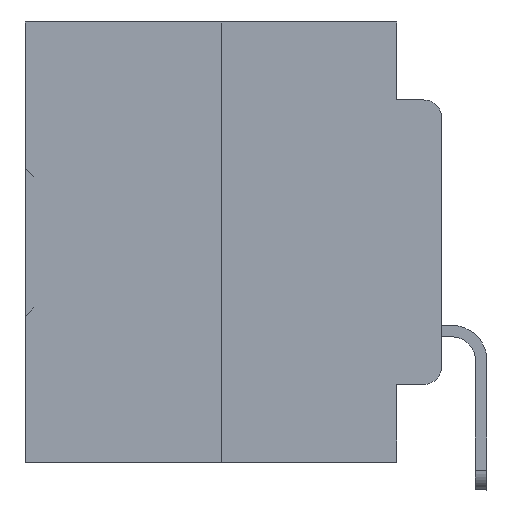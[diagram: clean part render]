
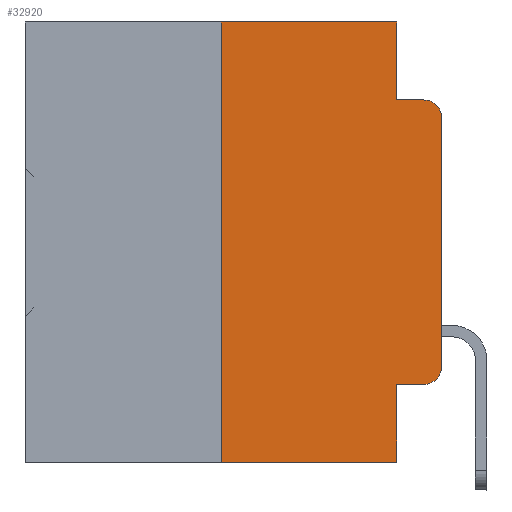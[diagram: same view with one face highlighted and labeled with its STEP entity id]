
A CAD part, left-side view. The second image highlights one B-rep face of the part: STEP entity #32920.
In plain terms, the highlighted planar face has unit normal (-1, 0, 0).
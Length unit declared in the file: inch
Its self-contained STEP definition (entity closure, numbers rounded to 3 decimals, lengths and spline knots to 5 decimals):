
#358 = EDGE_CURVE ( 'NONE', #27553, #5879, #24437, .T. ) ;
#367 = EDGE_CURVE ( 'NONE', #35463, #28738, #6158, .T. ) ;
#409 = DIRECTION ( 'NONE',  ( 0., -1., 0. ) ) ;
#1470 = EDGE_CURVE ( 'NONE', #9740, #22128, #11410, .T. ) ;
#1961 = CARTESIAN_POINT ( 'NONE',  ( 0., 0.02, -0.1085 ) ) ;
#3057 = CARTESIAN_POINT ( 'NONE',  ( 0., 0.051, -0.0885 ) ) ;
#5007 = CARTESIAN_POINT ( 'NONE',  ( 0., 0., 0. ) ) ;
#5359 = VECTOR ( 'NONE', #32073, 39.37008 ) ;
#5665 = CARTESIAN_POINT ( 'NONE',  ( 0., 0.051, 0. ) ) ;
#5879 = VERTEX_POINT ( 'NONE', #16227 ) ;
#5970 = EDGE_CURVE ( 'NONE', #20179, #9740, #29645, .T. ) ;
#6046 = CARTESIAN_POINT ( 'NONE',  ( 0., 0.051, -0.4115 ) ) ;
#6158 = LINE ( 'NONE', #5007, #28038 ) ;
#6322 = CARTESIAN_POINT ( 'NONE',  ( 0., 0., -0.1085 ) ) ;
#6557 = ORIENTED_EDGE ( 'NONE', *, *, #30453, .T. ) ;
#7365 = VECTOR ( 'NONE', #25980, 39.37008 ) ;
#7731 = DIRECTION ( 'NONE',  ( 0., 0., 1. ) ) ;
#8649 = DIRECTION ( 'NONE',  ( 0., 0., -1. ) ) ;
#9349 = VERTEX_POINT ( 'NONE', #15909 ) ;
#9437 = AXIS2_PLACEMENT_3D ( 'NONE', #29586, #24004, #21294 ) ;
#9740 = VERTEX_POINT ( 'NONE', #20835 ) ;
#9936 = PLANE ( 'NONE',  #9437 ) ;
#10052 = CARTESIAN_POINT ( 'NONE',  ( 0., 0.473, -0.5 ) ) ;
#10869 = ORIENTED_EDGE ( 'NONE', *, *, #5970, .F. ) ;
#11259 = DIRECTION ( 'NONE',  ( -1., 0., 0. ) ) ;
#11380 = CARTESIAN_POINT ( 'NONE',  ( 0., 0., -0.3915 ) ) ;
#11410 = LINE ( 'NONE', #3057, #24808 ) ;
#12203 = LINE ( 'NONE', #6046, #7365 ) ;
#12964 = ORIENTED_EDGE ( 'NONE', *, *, #22007, .T. ) ;
#13686 = CARTESIAN_POINT ( 'NONE',  ( 0., 0.051, 0. ) ) ;
#13930 = EDGE_CURVE ( 'NONE', #9349, #35463, #34647, .T. ) ;
#14277 = VERTEX_POINT ( 'NONE', #15929 ) ;
#15048 = CARTESIAN_POINT ( 'NONE',  ( 0., 0.051, -0.4115 ) ) ;
#15517 = LINE ( 'NONE', #20794, #5359 ) ;
#15909 = CARTESIAN_POINT ( 'NONE',  ( 0., 0.02, -0.4115 ) ) ;
#15929 = CARTESIAN_POINT ( 'NONE',  ( 0., 0.25, 0. ) ) ;
#16227 = CARTESIAN_POINT ( 'NONE',  ( 0., 0.051, -0.5 ) ) ;
#16302 = LINE ( 'NONE', #10052, #18988 ) ;
#17412 = EDGE_CURVE ( 'NONE', #19842, #5879, #16302, .T. ) ;
#17453 = ORIENTED_EDGE ( 'NONE', *, *, #13930, .T. ) ;
#18887 = DIRECTION ( 'NONE',  ( 0., 0., -1. ) ) ;
#18988 = VECTOR ( 'NONE', #29710, 39.37008 ) ;
#19456 = VECTOR ( 'NONE', #8649, 39.37008 ) ;
#19809 = DIRECTION ( 'NONE',  ( -1., 0., 0. ) ) ;
#19842 = VERTEX_POINT ( 'NONE', #31669 ) ;
#19863 = VECTOR ( 'NONE', #32189, 39.37008 ) ;
#19872 = FACE_OUTER_BOUND ( 'NONE', #32502, .T. ) ;
#20179 = VERTEX_POINT ( 'NONE', #13686 ) ;
#20794 = CARTESIAN_POINT ( 'NONE',  ( 0., 0.473, 0. ) ) ;
#20835 = CARTESIAN_POINT ( 'NONE',  ( 0., 0.051, -0.0885 ) ) ;
#21294 = DIRECTION ( 'NONE',  ( 0., 0., -1. ) ) ;
#21452 = CIRCLE ( 'NONE', #28103, 0.02 ) ;
#22007 = EDGE_CURVE ( 'NONE', #28738, #22128, #21452, .T. ) ;
#22128 = VERTEX_POINT ( 'NONE', #28349 ) ;
#22442 = CARTESIAN_POINT ( 'NONE',  ( 0., 0.02, -0.3915 ) ) ;
#22782 = CARTESIAN_POINT ( 'NONE',  ( 0., 0.051, 0. ) ) ;
#23004 = EDGE_CURVE ( 'NONE', #14277, #20179, #15517, .T. ) ;
#24004 = DIRECTION ( 'NONE',  ( 1., 0., 0. ) ) ;
#24437 = LINE ( 'NONE', #22782, #33333 ) ;
#24808 = VECTOR ( 'NONE', #409, 39.37008 ) ;
#24837 = AXIS2_PLACEMENT_3D ( 'NONE', #22442, #19809, #25297 ) ;
#25297 = DIRECTION ( 'NONE',  ( 0., 0., -1. ) ) ;
#25795 = EDGE_CURVE ( 'NONE', #19842, #14277, #27425, .T. ) ;
#25980 = DIRECTION ( 'NONE',  ( 0., -1., 0. ) ) ;
#26354 = ORIENTED_EDGE ( 'NONE', *, *, #358, .F. ) ;
#26909 = ORIENTED_EDGE ( 'NONE', *, *, #1470, .F. ) ;
#27425 = LINE ( 'NONE', #35450, #19863 ) ;
#27524 = DIRECTION ( 'NONE',  ( 0., 0., -1. ) ) ;
#27553 = VERTEX_POINT ( 'NONE', #15048 ) ;
#28038 = VECTOR ( 'NONE', #7731, 39.37008 ) ;
#28103 = AXIS2_PLACEMENT_3D ( 'NONE', #1961, #11259, #18887 ) ;
#28349 = CARTESIAN_POINT ( 'NONE',  ( 0., 0.02, -0.0885 ) ) ;
#28738 = VERTEX_POINT ( 'NONE', #6322 ) ;
#29586 = CARTESIAN_POINT ( 'NONE',  ( 0., 0.473, 0. ) ) ;
#29645 = LINE ( 'NONE', #5665, #19456 ) ;
#29710 = DIRECTION ( 'NONE',  ( 0., -1., 0. ) ) ;
#29741 = ORIENTED_EDGE ( 'NONE', *, *, #23004, .F. ) ;
#30453 = EDGE_CURVE ( 'NONE', #27553, #9349, #12203, .T. ) ;
#31669 = CARTESIAN_POINT ( 'NONE',  ( 0., 0.25, -0.5 ) ) ;
#32073 = DIRECTION ( 'NONE',  ( 0., -1., 0. ) ) ;
#32189 = DIRECTION ( 'NONE',  ( 0., 0., 1. ) ) ;
#32502 = EDGE_LOOP ( 'NONE', ( #34911, #12964, #26909, #10869, #29741, #35430, #33760, #26354, #6557, #17453 ) ) ;
#32920 = ADVANCED_FACE ( 'NONE', ( #19872 ), #9936, .F. ) ;
#33333 = VECTOR ( 'NONE', #27524, 39.37008 ) ;
#33760 = ORIENTED_EDGE ( 'NONE', *, *, #17412, .T. ) ;
#34647 = CIRCLE ( 'NONE', #24837, 0.02 ) ;
#34911 = ORIENTED_EDGE ( 'NONE', *, *, #367, .T. ) ;
#35430 = ORIENTED_EDGE ( 'NONE', *, *, #25795, .F. ) ;
#35450 = CARTESIAN_POINT ( 'NONE',  ( 0., 0.25, 0. ) ) ;
#35463 = VERTEX_POINT ( 'NONE', #11380 ) ;
